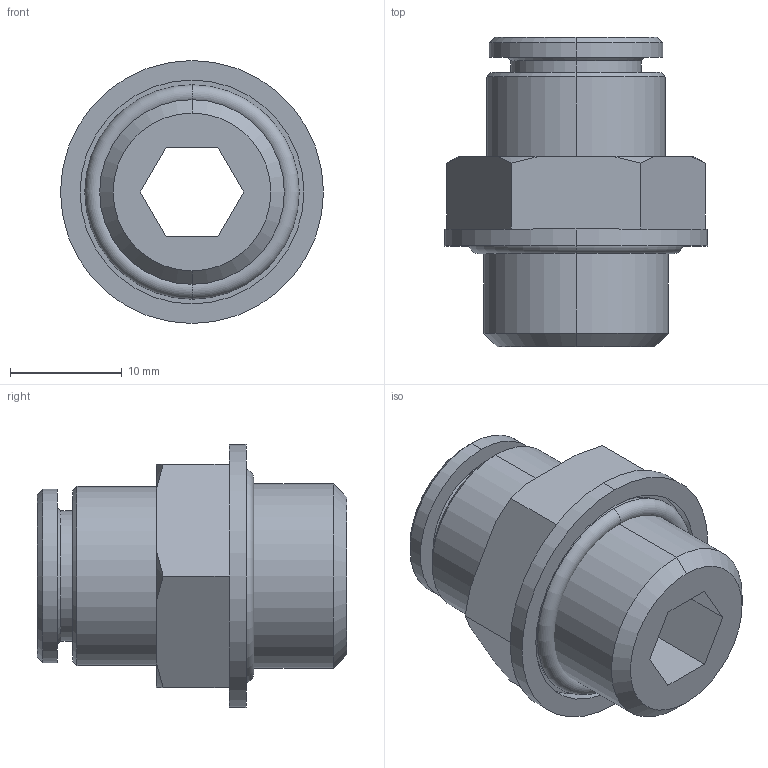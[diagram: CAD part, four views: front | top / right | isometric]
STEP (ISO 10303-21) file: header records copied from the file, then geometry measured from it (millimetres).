
FILE_DESCRIPTION (( 'STEP AP203' ), '1' );
FILE_NAME ('B0020053.STEP', '2011-03-16T14:16:39', ( '' ), ( 'sopra-pneumatic' ), 'SwSTEP 2.0', 'SolidWorks 2009', '' );
FILE_SCHEMA (( 'CONFIG_CONTROL_DESIGN' ));
Length unit declared in the file: millimetre
Products named in the file (1): B0020053
Bounding box: 23.5 x 27.65 x 23.5 mm (x, y, z)
Volume: 4802.1 mm3; surface area: 3649.3 mm2
Topology: 2 solids, 2 shells, 56 faces, 126 edges, 80 vertices
Faces by surface type: plane 22, cone 16, cylinder 14, torus 4
Entity records: 1667 total; most frequent: CARTESIAN_POINT 303, DIRECTION 282, ORIENTED_EDGE 252, EDGE_CURVE 126, AXIS2_PLACEMENT_3D 111, VERTEX_POINT 80, EDGE_LOOP 66, LINE 60
